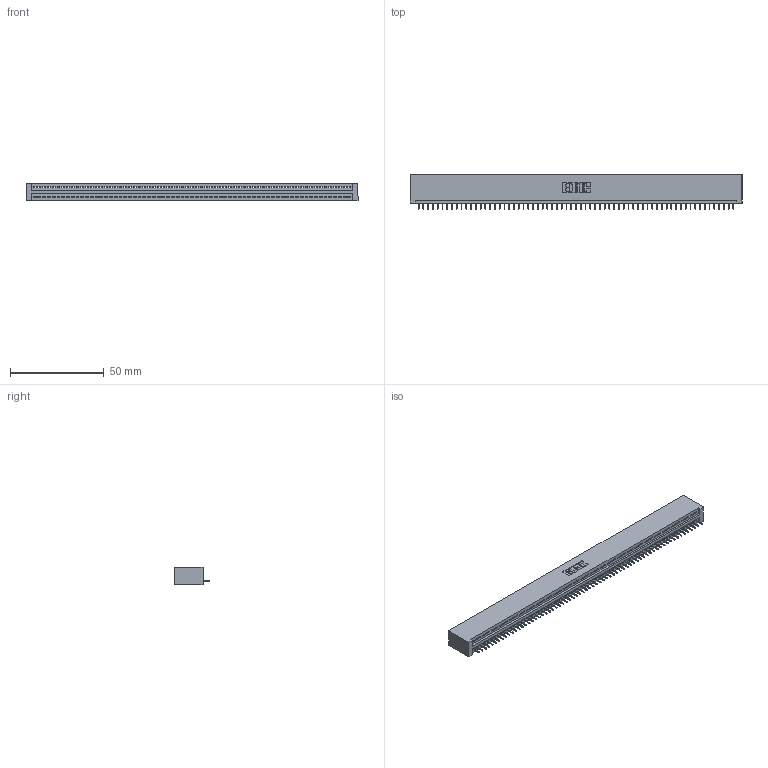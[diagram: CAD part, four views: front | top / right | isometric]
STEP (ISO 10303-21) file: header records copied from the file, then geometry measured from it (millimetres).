
FILE_DESCRIPTION (( 'STEP AP203' ), '1' );
FILE_NAME ('395-067-525-101.STEP', '2020-09-25T02:17:27', ( '' ), ( '' ), 'SwSTEP 2.0', 'SolidWorks 2020', '' );
FILE_SCHEMA (( 'CONFIG_CONTROL_DESIGN' ));
Length unit declared in the file: inch
Products named in the file (3): 345 Part_No Mounting Lugs; 345-292-001_345-293-125; 395-067-525-101
Assembly tree (68 placements, depth 2):
  395-067-525-101
    345 Part_No Mounting Lugs
    345-292-001_345-293-125  x67
Bounding box: 176.78 x 18.72 x 9.4 mm (x, y, z)
Volume: 17306.7 mm3; surface area: 22616.7 mm2
Topology: 68 solids, 68 shells, 4272 faces, 12377 edges, 7982 vertices
Faces by surface type: plane 3158, cylinder 1114
Entity records: 46857 total; most frequent: ORIENTED_EDGE 8122, CARTESIAN_POINT 8121, DIRECTION 7051, EDGE_CURVE 4061, VECTOR 3673, LINE 3673, VERTEX_POINT 2702, AXIS2_PLACEMENT_3D 1689
